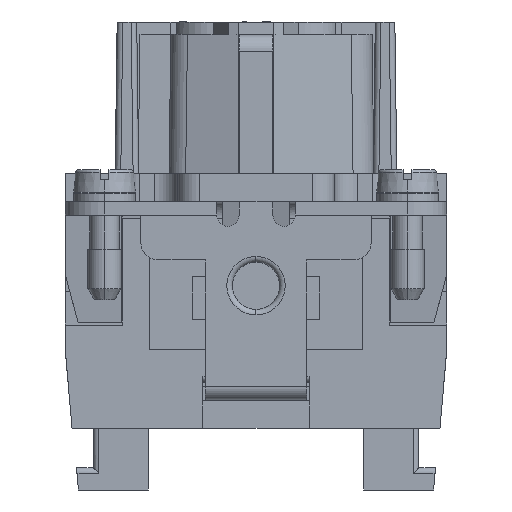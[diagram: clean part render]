
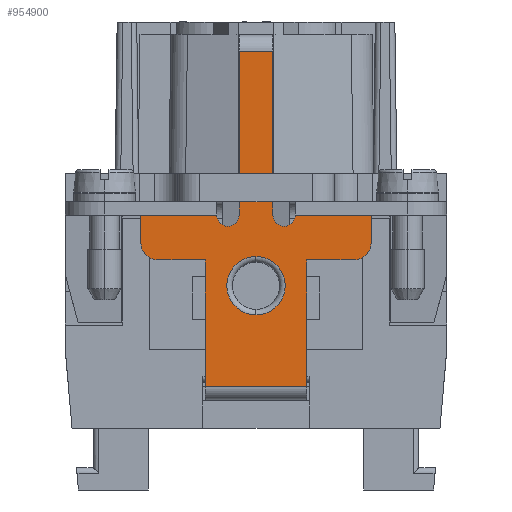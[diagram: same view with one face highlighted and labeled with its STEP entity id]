
A CAD part, left-side view. The second image highlights one B-rep face of the part: STEP entity #954900.
In plain terms, the highlighted face is planar.
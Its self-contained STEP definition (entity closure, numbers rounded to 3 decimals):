
#12280=CARTESIAN_POINT('',(-7.746,24.176,0.));
#12290=DIRECTION('',(0.,0.,-1.));
#12300=VECTOR('',#12290,1.);
#12310=LINE('',#12280,#12300);
#12320=CARTESIAN_POINT('',(-7.746,24.176,
-5.4));
#12330=VERTEX_POINT('',#12320);
#12340=CARTESIAN_POINT('',(-7.746,24.176,
-11.4));
#12350=VERTEX_POINT('',#12340);
#12360=EDGE_CURVE('',#12330,#12350,#12310,.T.);
#13320=CARTESIAN_POINT('',(-7.746,24.176,
-0.1));
#13330=VERTEX_POINT('',#13320);
#13360=CARTESIAN_POINT('',(-7.746,24.176,0.));
#13370=DIRECTION('',(0.,0.,-1.));
#13380=VECTOR('',#13370,1.);
#13390=LINE('',#13360,#13380);
#13400=CARTESIAN_POINT('',(-7.746,24.176,
-1.6));
#13410=VERTEX_POINT('',#13400);
#13420=EDGE_CURVE('',#13330,#13410,#13390,.T.);
#289600=CARTESIAN_POINT('',(-7.746,33.176,
-5.4));
#289610=VERTEX_POINT('',#289600);
#289760=CARTESIAN_POINT('',(-7.746,33.176,
-1.6));
#289770=VERTEX_POINT('',#289760);
#289800=CARTESIAN_POINT('',(-7.746,33.176,0.));
#289810=DIRECTION('',(0.,0.,1.));
#289820=VECTOR('',#289810,1.);
#289830=LINE('',#289800,#289820);
#289840=CARTESIAN_POINT('',(-7.746,33.176,
-0.1));
#289850=VERTEX_POINT('',#289840);
#289860=EDGE_CURVE('',#289770,#289850,#289830,.T.);
#290820=CARTESIAN_POINT('',(-7.746,33.176,
-11.4));
#290830=VERTEX_POINT('',#290820);
#290860=CARTESIAN_POINT('',(-7.746,33.176,0.));
#290870=DIRECTION('',(0.,0.,1.));
#290880=VECTOR('',#290870,1.);
#290890=LINE('',#290860,#290880);
#290900=EDGE_CURVE('',#290830,#289610,#290890,.T.);
#918060=CARTESIAN_POINT('',(-7.746,37.426,
-0.1));
#918070=VERTEX_POINT('',#918060);
#918190=CARTESIAN_POINT('',(-7.746,72.675,
-0.1));
#918200=DIRECTION('',(0.,-1.,0.));
#918210=VECTOR('',#918200,1.);
#918220=LINE('',#918190,#918210);
#918230=EDGE_CURVE('',#918070,#289850,#918220,.T.);
#953510=CARTESIAN_POINT('',(-7.746,29.669,
-7.687));
#953520=DIRECTION('',(1.,0.,0.));
#953530=DIRECTION('',(0.,-1.,0.));
#953540=AXIS2_PLACEMENT_3D('',#953510,#953520,#953530);
#953550=PLANE('',#953540);
#953560=CARTESIAN_POINT('',(-7.746,28.676,
-2.4));
#953570=DIRECTION('',(1.,0.,0.));
#953580=DIRECTION('',(0.,-1.,0.));
#953590=AXIS2_PLACEMENT_3D('',#953560,#953570,#953580);
#953600=CIRCLE('',#953590,2.6);
#953610=CARTESIAN_POINT('',(-7.746,28.676,
-5.));
#953620=VERTEX_POINT('',#953610);
#953630=CARTESIAN_POINT('',(-7.746,28.676,
0.2));
#953640=VERTEX_POINT('',#953630);
#953650=EDGE_CURVE('',#953620,#953640,#953600,.T.);
#953660=ORIENTED_EDGE('',*,*,#953650,.F.);
#953670=EDGE_CURVE('',#953640,#953620,#953600,.T.);
#953680=ORIENTED_EDGE('',*,*,#953670,.F.);
#953690=EDGE_LOOP('',(#953680,#953660));
#953700=FACE_BOUND('',#953690,.T.);
#953710=ORIENTED_EDGE('',*,*,#290900,.T.);
#953720=CARTESIAN_POINT('',(-7.746,72.675,
-11.4));
#953730=DIRECTION('',(0.,-1.,0.));
#953740=VECTOR('',#953730,1.);
#953750=LINE('',#953720,#953740);
#953760=EDGE_CURVE('',#290830,#12350,#953750,.T.);
#953770=ORIENTED_EDGE('',*,*,#953760,.F.);
#953780=ORIENTED_EDGE('',*,*,#12360,.T.);
#953790=CARTESIAN_POINT('',(-7.746,24.176,0.));
#953800=DIRECTION('',(0.,0.,-1.));
#953810=VECTOR('',#953800,1.);
#953820=LINE('',#953790,#953810);
#953830=EDGE_CURVE('',#13410,#12330,#953820,.T.);
#953840=ORIENTED_EDGE('',*,*,#953830,.T.);
#953850=ORIENTED_EDGE('',*,*,#13420,.T.);
#953860=CARTESIAN_POINT('',(-7.746,72.675,
-0.1));
#953870=DIRECTION('',(0.,-1.,0.));
#953880=VECTOR('',#953870,1.);
#953890=LINE('',#953860,#953880);
#953900=CARTESIAN_POINT('',(-7.746,19.926,
-0.1));
#953910=VERTEX_POINT('',#953900);
#953920=EDGE_CURVE('',#13330,#953910,#953890,.T.);
#953930=ORIENTED_EDGE('',*,*,#953920,.F.);
#953940=CARTESIAN_POINT('',(-7.746,19.926,
1.4));
#953950=DIRECTION('',(-1.,0.,0.));
#953960=DIRECTION('',(0.,1.,0.));
#953970=AXIS2_PLACEMENT_3D('',#953940,#953950,#953960);
#953980=CIRCLE('',#953970,1.5);
#953990=CARTESIAN_POINT('',(-7.746,18.426,
1.4));
#954000=VERTEX_POINT('',#953990);
#954010=EDGE_CURVE('',#953910,#954000,#953980,.T.);
#954020=ORIENTED_EDGE('',*,*,#954010,.F.);
#954030=CARTESIAN_POINT('',(-7.746,18.426,
20.6));
#954040=DIRECTION('',(0.,0.,1.));
#954050=VECTOR('',#954040,1.);
#954060=LINE('',#954030,#954050);
#954070=CARTESIAN_POINT('',(-7.746,18.426,
3.9));
#954080=VERTEX_POINT('',#954070);
#954090=EDGE_CURVE('',#954000,#954080,#954060,.T.);
#954100=ORIENTED_EDGE('',*,*,#954090,.F.);
#954110=CARTESIAN_POINT('',(-7.746,72.675,
3.9));
#954120=DIRECTION('',(0.,1.,0.));
#954130=VECTOR('',#954120,1.);
#954140=LINE('',#954110,#954130);
#954150=CARTESIAN_POINT('',(-7.746,25.176,
3.9));
#954160=VERTEX_POINT('',#954150);
#954170=EDGE_CURVE('',#954080,#954160,#954140,.T.);
#954180=ORIENTED_EDGE('',*,*,#954170,.F.);
#954190=CARTESIAN_POINT('',(-7.746,26.176,
3.9));
#954200=DIRECTION('',(1.,0.,0.));
#954210=DIRECTION('',(0.,-1.,0.));
#954220=AXIS2_PLACEMENT_3D('',#954190,#954200,#954210);
#954230=CIRCLE('',#954220,1.);
#954240=CARTESIAN_POINT('',(-7.746,27.176,
3.9));
#954250=VERTEX_POINT('',#954240);
#954260=EDGE_CURVE('',#954160,#954250,#954230,.T.);
#954270=ORIENTED_EDGE('',*,*,#954260,.F.);
#954280=CARTESIAN_POINT('',(-7.746,27.176,
20.6));
#954290=DIRECTION('',(0.,0.,1.));
#954300=VECTOR('',#954290,1.);
#954310=LINE('',#954280,#954300);
#954320=CARTESIAN_POINT('',(-7.746,27.176,
18.5));
#954330=VERTEX_POINT('',#954320);
#954340=EDGE_CURVE('',#954250,#954330,#954310,.T.);
#954350=ORIENTED_EDGE('',*,*,#954340,.F.);
#954360=CARTESIAN_POINT('',(-7.746,72.675,
18.5));
#954370=DIRECTION('',(0.,-1.,0.));
#954380=VECTOR('',#954370,1.);
#954390=LINE('',#954360,#954380);
#954400=CARTESIAN_POINT('',(-7.746,30.176,
18.5));
#954410=VERTEX_POINT('',#954400);
#954420=EDGE_CURVE('',#954410,#954330,#954390,.T.);
#954430=ORIENTED_EDGE('',*,*,#954420,.T.);
#954440=CARTESIAN_POINT('',(-7.746,30.176,
20.6));
#954450=DIRECTION('',(0.,0.,-1.));
#954460=VECTOR('',#954450,1.);
#954470=LINE('',#954440,#954460);
#954480=CARTESIAN_POINT('',(-7.746,30.176,
3.9));
#954490=VERTEX_POINT('',#954480);
#954500=EDGE_CURVE('',#954410,#954490,#954470,.T.);
#954510=ORIENTED_EDGE('',*,*,#954500,.F.);
#954520=CARTESIAN_POINT('',(-7.746,31.176,
3.9));
#954530=DIRECTION('',(1.,0.,0.));
#954540=DIRECTION('',(0.,-1.,0.));
#954550=AXIS2_PLACEMENT_3D('',#954520,#954530,#954540);
#954560=CIRCLE('',#954550,1.);
#954570=CARTESIAN_POINT('',(-7.746,32.176,
3.9));
#954580=VERTEX_POINT('',#954570);
#954590=EDGE_CURVE('',#954490,#954580,#954560,.T.);
#954600=ORIENTED_EDGE('',*,*,#954590,.F.);
#954610=CARTESIAN_POINT('',(-7.746,38.926,
3.9));
#954620=VERTEX_POINT('',#954610);
#954630=EDGE_CURVE('',#954580,#954620,#954140,.T.);
#954640=ORIENTED_EDGE('',*,*,#954630,.F.);
#954650=CARTESIAN_POINT('',(-7.746,38.926,
20.6));
#954660=DIRECTION('',(0.,0.,-1.));
#954670=VECTOR('',#954660,1.);
#954680=LINE('',#954650,#954670);
#954690=CARTESIAN_POINT('',(-7.746,38.926,
1.4));
#954700=VERTEX_POINT('',#954690);
#954710=EDGE_CURVE('',#954620,#954700,#954680,.T.);
#954720=ORIENTED_EDGE('',*,*,#954710,.F.);
#954730=CARTESIAN_POINT('',(-7.746,37.426,
1.4));
#954740=DIRECTION('',(-1.,0.,0.));
#954750=DIRECTION('',(0.,1.,0.));
#954760=AXIS2_PLACEMENT_3D('',#954730,#954740,#954750);
#954770=CIRCLE('',#954760,1.5);
#954780=EDGE_CURVE('',#954700,#918070,#954770,.T.);
#954790=ORIENTED_EDGE('',*,*,#954780,.F.);
#954800=ORIENTED_EDGE('',*,*,#918230,.F.);
#954810=ORIENTED_EDGE('',*,*,#289860,.T.);
#954820=CARTESIAN_POINT('',(-7.746,33.176,0.));
#954830=DIRECTION('',(0.,0.,1.));
#954840=VECTOR('',#954830,1.);
#954850=LINE('',#954820,#954840);
#954860=EDGE_CURVE('',#289610,#289770,#954850,.T.);
#954870=ORIENTED_EDGE('',*,*,#954860,.T.);
#954880=EDGE_LOOP('',(#954870,#954810,#954800,#954790,#954720,#954640,
#954600,#954510,#954430,#954350,#954270,#954180,#954100,#954020,#953930,
#953850,#953840,#953780,#953770,#953710));
#954890=FACE_OUTER_BOUND('',#954880,.T.);
#954900=ADVANCED_FACE('',(#953700,#954890),#953550,.T.);
